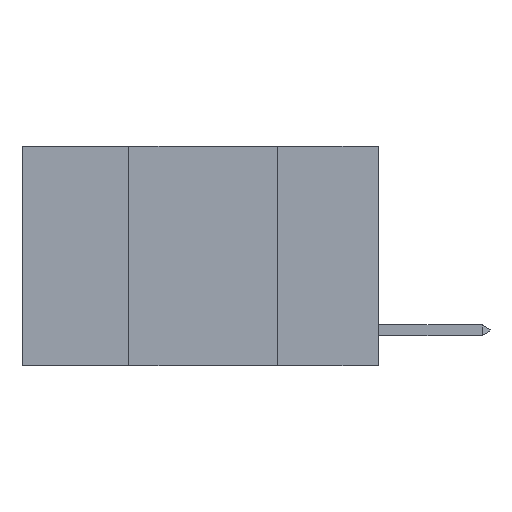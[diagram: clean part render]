
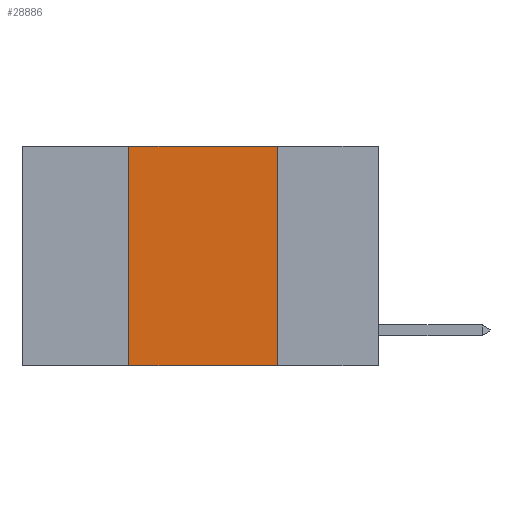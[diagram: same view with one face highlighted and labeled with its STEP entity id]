
A CAD part, left-side view. The second image highlights one B-rep face of the part: STEP entity #28886.
In plain terms, the highlighted planar face has unit normal (-1, 0, 0).
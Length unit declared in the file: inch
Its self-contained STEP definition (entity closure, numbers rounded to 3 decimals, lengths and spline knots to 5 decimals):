
#200 = DIRECTION ( 'NONE',  ( 0., -1., 0. ) ) ;
#290 = ORIENTED_EDGE ( 'NONE', *, *, #27784, .T. ) ;
#2856 = CARTESIAN_POINT ( 'NONE',  ( 0., 0.17, 0. ) ) ;
#4133 = CARTESIAN_POINT ( 'NONE',  ( 0., 0.17, 0. ) ) ;
#6608 = DIRECTION ( 'NONE',  ( 0., 0., -1. ) ) ;
#6798 = PLANE ( 'NONE',  #24163 ) ;
#7323 = DIRECTION ( 'NONE',  ( 0., 0., 1. ) ) ;
#8250 = VERTEX_POINT ( 'NONE', #29294 ) ;
#9213 = DIRECTION ( 'NONE',  ( 1., 0., 0. ) ) ;
#9525 = VECTOR ( 'NONE', #23831, 39.37008 ) ;
#9574 = VECTOR ( 'NONE', #6608, 39.37008 ) ;
#9899 = CARTESIAN_POINT ( 'NONE',  ( 0., 0.6, -0.37 ) ) ;
#10350 = VERTEX_POINT ( 'NONE', #12704 ) ;
#10542 = VECTOR ( 'NONE', #200, 39.37008 ) ;
#11346 = EDGE_CURVE ( 'NONE', #20891, #18550, #23111, .T. ) ;
#12704 = CARTESIAN_POINT ( 'NONE',  ( 0., 0.17, -0.37 ) ) ;
#13259 = CARTESIAN_POINT ( 'NONE',  ( 0., 0.42, 0. ) ) ;
#13673 = ORIENTED_EDGE ( 'NONE', *, *, #27115, .F. ) ;
#16960 = LINE ( 'NONE', #9899, #10542 ) ;
#18016 = FACE_OUTER_BOUND ( 'NONE', #28081, .T. ) ;
#18550 = VERTEX_POINT ( 'NONE', #2856 ) ;
#19356 = CARTESIAN_POINT ( 'NONE',  ( 0., 0.42, 0. ) ) ;
#20891 = VERTEX_POINT ( 'NONE', #13259 ) ;
#23111 = LINE ( 'NONE', #26161, #9525 ) ;
#23373 = VECTOR ( 'NONE', #7323, 39.37008 ) ;
#23659 = CARTESIAN_POINT ( 'NONE',  ( 0., 0.6, 0. ) ) ;
#23820 = ORIENTED_EDGE ( 'NONE', *, *, #30920, .F. ) ;
#23831 = DIRECTION ( 'NONE',  ( 0., -1., 0. ) ) ;
#24163 = AXIS2_PLACEMENT_3D ( 'NONE', #23659, #9213, #26094 ) ;
#24205 = ORIENTED_EDGE ( 'NONE', *, *, #11346, .F. ) ;
#24873 = LINE ( 'NONE', #19356, #23373 ) ;
#26094 = DIRECTION ( 'NONE',  ( 0., 0., -1. ) ) ;
#26161 = CARTESIAN_POINT ( 'NONE',  ( 0., 0.6, 0. ) ) ;
#27115 = EDGE_CURVE ( 'NONE', #8250, #20891, #24873, .T. ) ;
#27784 = EDGE_CURVE ( 'NONE', #8250, #10350, #16960, .T. ) ;
#28081 = EDGE_LOOP ( 'NONE', ( #23820, #24205, #13673, #290 ) ) ;
#28843 = LINE ( 'NONE', #4133, #9574 ) ;
#28886 = ADVANCED_FACE ( 'NONE', ( #18016 ), #6798, .F. ) ;
#29294 = CARTESIAN_POINT ( 'NONE',  ( 0., 0.42, -0.37 ) ) ;
#30920 = EDGE_CURVE ( 'NONE', #18550, #10350, #28843, .T. ) ;
